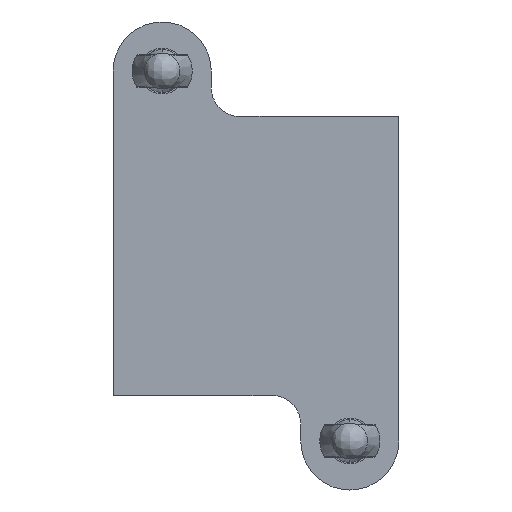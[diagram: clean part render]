
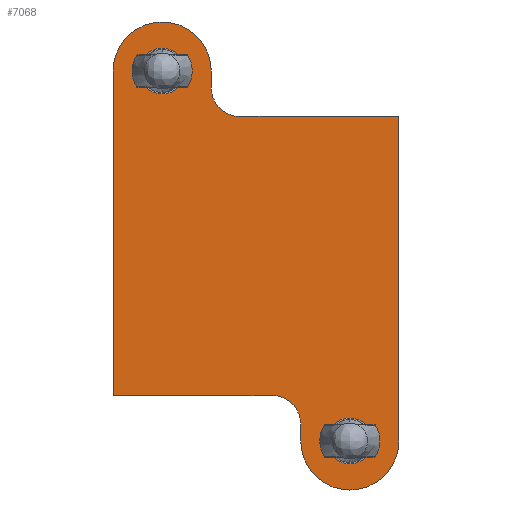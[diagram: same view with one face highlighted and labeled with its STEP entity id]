
A CAD part, front view. The second image highlights one B-rep face of the part: STEP entity #7068.
In plain terms, the highlighted planar face has unit normal (0, -1, 0).
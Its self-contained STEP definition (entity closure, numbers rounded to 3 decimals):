
#2 = VECTOR ( 'NONE', #628, 1000. ) ;
#9 = EDGE_LOOP ( 'NONE', ( #6723, #6307 ) ) ;
#99 = VERTEX_POINT ( 'NONE', #1143 ) ;
#112 = EDGE_LOOP ( 'NONE', ( #8006, #2924, #3807, #1909, #7656, #6311, #1575, #1746, #2003, #6556 ) ) ;
#120 = LINE ( 'NONE', #715, #2 ) ;
#172 = AXIS2_PLACEMENT_3D ( 'NONE', #947, #766, #732 ) ;
#212 = VECTOR ( 'NONE', #2622, 1000. ) ;
#266 = LINE ( 'NONE', #2650, #212 ) ;
#367 = CARTESIAN_POINT ( 'NONE',  ( 2.862, 0., -11.75 ) ) ;
#380 = AXIS2_PLACEMENT_3D ( 'NONE', #5805, #5788, #5492 ) ;
#406 = VERTEX_POINT ( 'NONE', #367 ) ;
#475 = VECTOR ( 'NONE', #7036, 1000. ) ;
#516 = CIRCLE ( 'NONE', #7419, 1.6 ) ;
#600 = LINE ( 'NONE', #8197, #475 ) ;
#628 = DIRECTION ( 'NONE',  ( -1., 0., 0. ) ) ;
#665 = CARTESIAN_POINT ( 'NONE',  ( -10.25, 0., -9.75 ) ) ;
#715 = CARTESIAN_POINT ( 'NONE',  ( 0.862, 0., -9.75 ) ) ;
#732 = DIRECTION ( 'NONE',  ( -1., 0., 0. ) ) ;
#748 = CARTESIAN_POINT ( 'NONE',  ( -3.392, 0., 12.925 ) ) ;
#766 = DIRECTION ( 'NONE',  ( 0., 1., 0. ) ) ;
#810 = EDGE_CURVE ( 'NONE', #5168, #7619, #3185, .T. ) ;
#827 = CIRCLE ( 'NONE', #172, 1.6 ) ;
#858 = CIRCLE ( 'NONE', #3058, 3.429 ) ;
#947 = CARTESIAN_POINT ( 'NONE',  ( -6.821, 0., 12.925 ) ) ;
#1035 = CIRCLE ( 'NONE', #380, 1.6 ) ;
#1143 = CARTESIAN_POINT ( 'NONE',  ( -5.221, 0., 12.925 ) ) ;
#1299 = CARTESIAN_POINT ( 'NONE',  ( 4.691, 0., -12.925 ) ) ;
#1422 = CARTESIAN_POINT ( 'NONE',  ( -3.392, 0., 11.75 ) ) ;
#1575 = ORIENTED_EDGE ( 'NONE', *, *, #6240, .F. ) ;
#1746 = ORIENTED_EDGE ( 'NONE', *, *, #2720, .F. ) ;
#1909 = ORIENTED_EDGE ( 'NONE', *, *, #6045, .F. ) ;
#1974 = EDGE_CURVE ( 'NONE', #4936, #99, #1035, .T. ) ;
#2003 = ORIENTED_EDGE ( 'NONE', *, *, #2945, .F. ) ;
#2093 = EDGE_CURVE ( 'NONE', #99, #4936, #827, .T. ) ;
#2096 = VERTEX_POINT ( 'NONE', #1299 ) ;
#2240 = VERTEX_POINT ( 'NONE', #2541 ) ;
#2297 = VERTEX_POINT ( 'NONE', #7291 ) ;
#2387 = EDGE_CURVE ( 'NONE', #2240, #406, #266, .T. ) ;
#2467 = DIRECTION ( 'NONE',  ( -1., 0., 0. ) ) ;
#2480 = DIRECTION ( 'NONE',  ( 0., 1., 0. ) ) ;
#2490 = CARTESIAN_POINT ( 'NONE',  ( 6.291, 0., -12.925 ) ) ;
#2541 = CARTESIAN_POINT ( 'NONE',  ( 2.862, 0., -12.925 ) ) ;
#2622 = DIRECTION ( 'NONE',  ( 0., 0., 1. ) ) ;
#2650 = CARTESIAN_POINT ( 'NONE',  ( 2.862, 0., -12.925 ) ) ;
#2720 = EDGE_CURVE ( 'NONE', #2297, #3579, #4093, .T. ) ;
#2920 = EDGE_CURVE ( 'NONE', #3402, #5168, #120, .T. ) ;
#2924 = ORIENTED_EDGE ( 'NONE', *, *, #810, .F. ) ;
#2945 = EDGE_CURVE ( 'NONE', #5724, #2297, #7798, .T. ) ;
#2979 = DIRECTION ( 'NONE',  ( 0., 0., -1. ) ) ;
#3024 = CARTESIAN_POINT ( 'NONE',  ( -3.392, 0., 12.925 ) ) ;
#3058 = AXIS2_PLACEMENT_3D ( 'NONE', #5288, #5265, #5260 ) ;
#3185 = LINE ( 'NONE', #5814, #3292 ) ;
#3259 = DIRECTION ( 'NONE',  ( -1., 0., 0. ) ) ;
#3292 = VECTOR ( 'NONE', #7797, 1000. ) ;
#3299 = DIRECTION ( 'NONE',  ( 0., 1., 0. ) ) ;
#3341 = CARTESIAN_POINT ( 'NONE',  ( -6.821, 0., 12.925 ) ) ;
#3402 = VERTEX_POINT ( 'NONE', #6845 ) ;
#3542 = EDGE_CURVE ( 'NONE', #2096, #5429, #516, .T. ) ;
#3579 = VERTEX_POINT ( 'NONE', #5019 ) ;
#3807 = ORIENTED_EDGE ( 'NONE', *, *, #2920, .F. ) ;
#4093 = LINE ( 'NONE', #6788, #4547 ) ;
#4192 = AXIS2_PLACEMENT_3D ( 'NONE', #5205, #5148, #5121 ) ;
#4304 = CARTESIAN_POINT ( 'NONE',  ( 7.891, 0., -12.925 ) ) ;
#4547 = VECTOR ( 'NONE', #5037, 1000. ) ;
#4713 = CIRCLE ( 'NONE', #5682, 1.6 ) ;
#4792 = ORIENTED_EDGE ( 'NONE', *, *, #1974, .T. ) ;
#4936 = VERTEX_POINT ( 'NONE', #8196 ) ;
#5019 = CARTESIAN_POINT ( 'NONE',  ( 9.72, 0., 9.75 ) ) ;
#5037 = DIRECTION ( 'NONE',  ( 1., 0., 0. ) ) ;
#5121 = DIRECTION ( 'NONE',  ( -1., 0., 0. ) ) ;
#5148 = DIRECTION ( 'NONE',  ( 0., 1., 0. ) ) ;
#5168 = VERTEX_POINT ( 'NONE', #665 ) ;
#5205 = CARTESIAN_POINT ( 'NONE',  ( -20., 0., 20. ) ) ;
#5233 = AXIS2_PLACEMENT_3D ( 'NONE', #3341, #3299, #3259 ) ;
#5260 = DIRECTION ( 'NONE',  ( -1., 0., 0. ) ) ;
#5265 = DIRECTION ( 'NONE',  ( 0., 1., 0. ) ) ;
#5288 = CARTESIAN_POINT ( 'NONE',  ( 6.291, 0., -12.925 ) ) ;
#5352 = AXIS2_PLACEMENT_3D ( 'NONE', #6316, #6288, #6175 ) ;
#5412 = VERTEX_POINT ( 'NONE', #5610 ) ;
#5429 = VERTEX_POINT ( 'NONE', #4304 ) ;
#5462 = FACE_BOUND ( 'NONE', #9, .T. ) ;
#5478 = FACE_OUTER_BOUND ( 'NONE', #112, .T. ) ;
#5492 = DIRECTION ( 'NONE',  ( -1., 0., 0. ) ) ;
#5533 = PLANE ( 'NONE',  #4192 ) ;
#5610 = CARTESIAN_POINT ( 'NONE',  ( 9.72, 0., -12.925 ) ) ;
#5620 = EDGE_CURVE ( 'NONE', #5429, #2096, #4713, .T. ) ;
#5682 = AXIS2_PLACEMENT_3D ( 'NONE', #2490, #2480, #2467 ) ;
#5724 = VERTEX_POINT ( 'NONE', #1422 ) ;
#5787 = FACE_BOUND ( 'NONE', #6372, .T. ) ;
#5788 = DIRECTION ( 'NONE',  ( 0., 1., 0. ) ) ;
#5805 = CARTESIAN_POINT ( 'NONE',  ( -6.821, 0., 12.925 ) ) ;
#5814 = CARTESIAN_POINT ( 'NONE',  ( -10.25, 0., -9.75 ) ) ;
#6045 = EDGE_CURVE ( 'NONE', #406, #3402, #7982, .T. ) ;
#6110 = EDGE_CURVE ( 'NONE', #7619, #8404, #8393, .T. ) ;
#6175 = DIRECTION ( 'NONE',  ( 1., 0., 0. ) ) ;
#6240 = EDGE_CURVE ( 'NONE', #3579, #5412, #600, .T. ) ;
#6288 = DIRECTION ( 'NONE',  ( 0., -1., 0. ) ) ;
#6307 = ORIENTED_EDGE ( 'NONE', *, *, #5620, .T. ) ;
#6311 = ORIENTED_EDGE ( 'NONE', *, *, #7863, .F. ) ;
#6316 = CARTESIAN_POINT ( 'NONE',  ( 0.862, 0., -11.75 ) ) ;
#6372 = EDGE_LOOP ( 'NONE', ( #4792, #6928 ) ) ;
#6459 = CARTESIAN_POINT ( 'NONE',  ( -10.25, 0., 12.925 ) ) ;
#6556 = ORIENTED_EDGE ( 'NONE', *, *, #6563, .F. ) ;
#6563 = EDGE_CURVE ( 'NONE', #8404, #5724, #8219, .T. ) ;
#6723 = ORIENTED_EDGE ( 'NONE', *, *, #3542, .T. ) ;
#6788 = CARTESIAN_POINT ( 'NONE',  ( -1.392, 0., 9.75 ) ) ;
#6845 = CARTESIAN_POINT ( 'NONE',  ( 0.862, 0., -9.75 ) ) ;
#6855 = DIRECTION ( 'NONE',  ( -1., 0., 0. ) ) ;
#6887 = DIRECTION ( 'NONE',  ( 0., 1., 0. ) ) ;
#6914 = CARTESIAN_POINT ( 'NONE',  ( 6.291, 0., -12.925 ) ) ;
#6928 = ORIENTED_EDGE ( 'NONE', *, *, #2093, .T. ) ;
#7019 = AXIS2_PLACEMENT_3D ( 'NONE', #7856, #7827, #7806 ) ;
#7036 = DIRECTION ( 'NONE',  ( 0., 0., -1. ) ) ;
#7068 = ADVANCED_FACE ( 'NONE', ( #5787, #5462, #5478 ), #5533, .F. ) ;
#7291 = CARTESIAN_POINT ( 'NONE',  ( -1.392, 0., 9.75 ) ) ;
#7419 = AXIS2_PLACEMENT_3D ( 'NONE', #6914, #6887, #6855 ) ;
#7619 = VERTEX_POINT ( 'NONE', #6459 ) ;
#7656 = ORIENTED_EDGE ( 'NONE', *, *, #2387, .F. ) ;
#7797 = DIRECTION ( 'NONE',  ( 0., 0., 1. ) ) ;
#7798 = CIRCLE ( 'NONE', #7019, 2. ) ;
#7806 = DIRECTION ( 'NONE',  ( 1., 0., 0. ) ) ;
#7827 = DIRECTION ( 'NONE',  ( 0., -1., 0. ) ) ;
#7856 = CARTESIAN_POINT ( 'NONE',  ( -1.392, 0., 11.75 ) ) ;
#7863 = EDGE_CURVE ( 'NONE', #5412, #2240, #858, .T. ) ;
#7982 = CIRCLE ( 'NONE', #5352, 2. ) ;
#8006 = ORIENTED_EDGE ( 'NONE', *, *, #6110, .F. ) ;
#8054 = VECTOR ( 'NONE', #2979, 1000. ) ;
#8196 = CARTESIAN_POINT ( 'NONE',  ( -8.421, 0., 12.925 ) ) ;
#8197 = CARTESIAN_POINT ( 'NONE',  ( 9.72, 0., 9.75 ) ) ;
#8219 = LINE ( 'NONE', #3024, #8054 ) ;
#8393 = CIRCLE ( 'NONE', #5233, 3.429 ) ;
#8404 = VERTEX_POINT ( 'NONE', #748 ) ;
